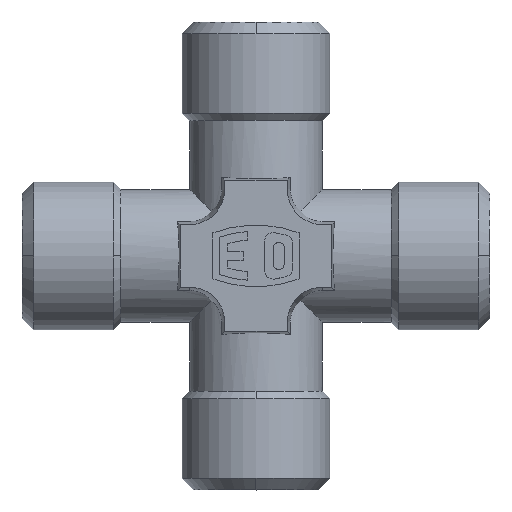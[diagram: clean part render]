
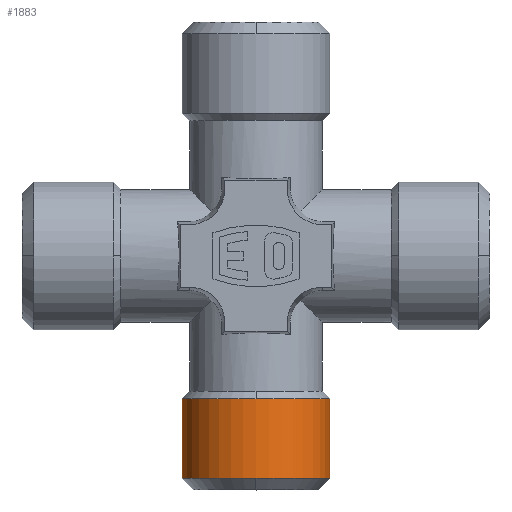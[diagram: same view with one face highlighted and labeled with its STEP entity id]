
A CAD part, top view. The second image highlights one B-rep face of the part: STEP entity #1883.
In plain terms, the highlighted cylindrical face has radius 6 mm (diameter 12 mm), a partial arc.
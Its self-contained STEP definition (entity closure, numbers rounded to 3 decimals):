
#42 = DIRECTION ( 'NONE',  ( 0., 1., 0. ) ) ;
#236 = CIRCLE ( 'NONE', #2632, 6. ) ;
#399 = CARTESIAN_POINT ( 'NONE',  ( 6., -14.825, 0. ) ) ;
#445 = VECTOR ( 'NONE', #42, 1000. ) ;
#465 = VECTOR ( 'NONE', #1116, 1000. ) ;
#497 = CARTESIAN_POINT ( 'NONE',  ( 0., -18.05, 6. ) ) ;
#767 = AXIS2_PLACEMENT_3D ( 'NONE', #1608, #4161, #1965 ) ;
#801 = ORIENTED_EDGE ( 'NONE', *, *, #4386, .T. ) ;
#820 = DIRECTION ( 'NONE',  ( 0., -1., 0. ) ) ;
#839 = DIRECTION ( 'NONE',  ( -1., 0., 0. ) ) ;
#886 = CIRCLE ( 'NONE', #3893, 6. ) ;
#939 = VERTEX_POINT ( 'NONE', #1695 ) ;
#1116 = DIRECTION ( 'NONE',  ( 0., 1., 0. ) ) ;
#1121 = DIRECTION ( 'NONE',  ( -1., 0., 0. ) ) ;
#1226 = ORIENTED_EDGE ( 'NONE', *, *, #2898, .F. ) ;
#1272 = EDGE_LOOP ( 'NONE', ( #2683, #801, #2756, #3399, #1226, #2539 ) ) ;
#1347 = FACE_OUTER_BOUND ( 'NONE', #1272, .T. ) ;
#1544 = EDGE_CURVE ( 'NONE', #4493, #4633, #886, .T. ) ;
#1573 = VERTEX_POINT ( 'NONE', #3657 ) ;
#1608 = CARTESIAN_POINT ( 'NONE',  ( 0., -18.05, 0. ) ) ;
#1663 = AXIS2_PLACEMENT_3D ( 'NONE', #4318, #2224, #839 ) ;
#1695 = CARTESIAN_POINT ( 'NONE',  ( 6., -11.6, 0. ) ) ;
#1869 = DIRECTION ( 'NONE',  ( -1., 0., 0. ) ) ;
#1883 = ADVANCED_FACE ( 'NONE', ( #1347 ), #2200, .T. ) ;
#1915 = DIRECTION ( 'NONE',  ( 0., -1., 0. ) ) ;
#1940 = EDGE_CURVE ( 'NONE', #1573, #2237, #236, .T. ) ;
#1965 = DIRECTION ( 'NONE',  ( -1., 0., 0. ) ) ;
#2167 = CARTESIAN_POINT ( 'NONE',  ( 0., -11.6, 0. ) ) ;
#2200 = CYLINDRICAL_SURFACE ( 'NONE', #1663, 6. ) ;
#2224 = DIRECTION ( 'NONE',  ( 0., 1., 0. ) ) ;
#2237 = VERTEX_POINT ( 'NONE', #2456 ) ;
#2304 = CIRCLE ( 'NONE', #2518, 6. ) ;
#2365 = CIRCLE ( 'NONE', #767, 6. ) ;
#2456 = CARTESIAN_POINT ( 'NONE',  ( -6., -11.6, 0. ) ) ;
#2518 = AXIS2_PLACEMENT_3D ( 'NONE', #3029, #820, #3396 ) ;
#2539 = ORIENTED_EDGE ( 'NONE', *, *, #3090, .T. ) ;
#2632 = AXIS2_PLACEMENT_3D ( 'NONE', #2167, #1915, #1869 ) ;
#2683 = ORIENTED_EDGE ( 'NONE', *, *, #1544, .T. ) ;
#2742 = CARTESIAN_POINT ( 'NONE',  ( 0., -18.05, 0. ) ) ;
#2756 = ORIENTED_EDGE ( 'NONE', *, *, #4424, .T. ) ;
#2898 = EDGE_CURVE ( 'NONE', #4002, #2237, #3190, .T. ) ;
#3029 = CARTESIAN_POINT ( 'NONE',  ( 0., -11.6, 0. ) ) ;
#3090 = EDGE_CURVE ( 'NONE', #4002, #4493, #2365, .T. ) ;
#3190 = LINE ( 'NONE', #4377, #465 ) ;
#3396 = DIRECTION ( 'NONE',  ( -1., 0., 0. ) ) ;
#3399 = ORIENTED_EDGE ( 'NONE', *, *, #1940, .T. ) ;
#3533 = CARTESIAN_POINT ( 'NONE',  ( 6., -18.05, 0. ) ) ;
#3657 = CARTESIAN_POINT ( 'NONE',  ( 0., -11.6, 6. ) ) ;
#3893 = AXIS2_PLACEMENT_3D ( 'NONE', #2742, #4279, #1121 ) ;
#4002 = VERTEX_POINT ( 'NONE', #4519 ) ;
#4161 = DIRECTION ( 'NONE',  ( 0., 1., 0. ) ) ;
#4279 = DIRECTION ( 'NONE',  ( 0., 1., 0. ) ) ;
#4318 = CARTESIAN_POINT ( 'NONE',  ( 0., -14.825, 0. ) ) ;
#4340 = LINE ( 'NONE', #399, #445 ) ;
#4377 = CARTESIAN_POINT ( 'NONE',  ( -6., -14.825, 0. ) ) ;
#4386 = EDGE_CURVE ( 'NONE', #4633, #939, #4340, .T. ) ;
#4424 = EDGE_CURVE ( 'NONE', #939, #1573, #2304, .T. ) ;
#4493 = VERTEX_POINT ( 'NONE', #497 ) ;
#4519 = CARTESIAN_POINT ( 'NONE',  ( -6., -18.05, 0. ) ) ;
#4633 = VERTEX_POINT ( 'NONE', #3533 ) ;
